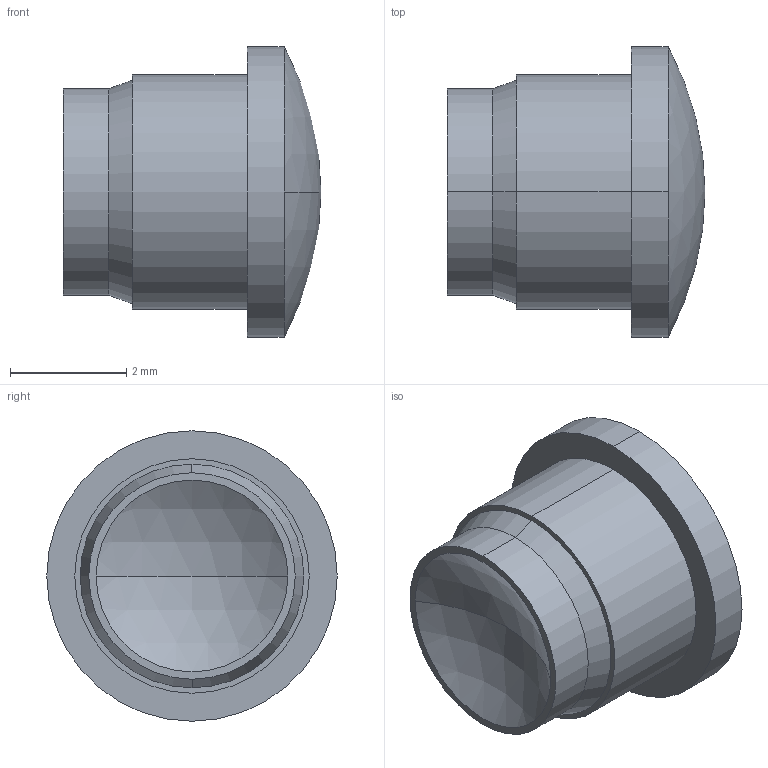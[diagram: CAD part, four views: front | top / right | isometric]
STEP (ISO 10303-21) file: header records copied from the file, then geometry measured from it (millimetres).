
FILE_DESCRIPTION (( 'STEP AP203' ), '1' );
FILE_NAME ('LFC 012 CTP.STEP', '2016-05-31T22:21:11', ( '' ), ( '' ), 'SwSTEP 2.0', 'SolidWorks 2014', '' );
FILE_SCHEMA (( 'CONFIG_CONTROL_DESIGN' ));
Length unit declared in the file: inch
Products named in the file (1): LFC 012 CTP
Bounding box: 4.45 x 5 x 5 mm (x, y, z)
Volume: 53.9 mm3; surface area: 88.8 mm2
Topology: 1 solids, 1 shells, 15 faces, 30 edges, 20 vertices
Faces by surface type: cylinder 6, sphere 4, plane 3, cone 2
Entity records: 485 total; most frequent: DIRECTION 84, CARTESIAN_POINT 66, ORIENTED_EDGE 60, AXIS2_PLACEMENT_3D 38, EDGE_CURVE 30, CIRCLE 22, VERTEX_POINT 20, EDGE_LOOP 18
